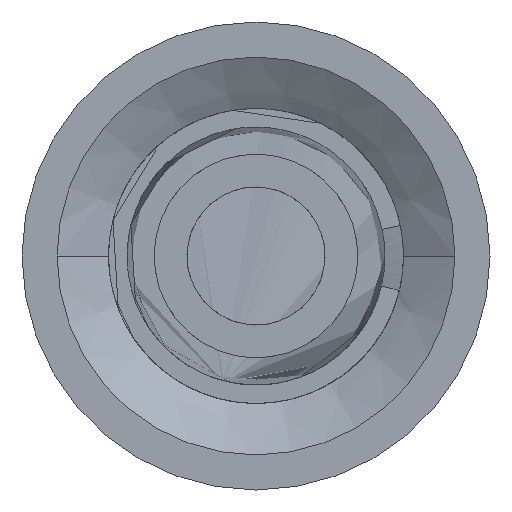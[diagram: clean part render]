
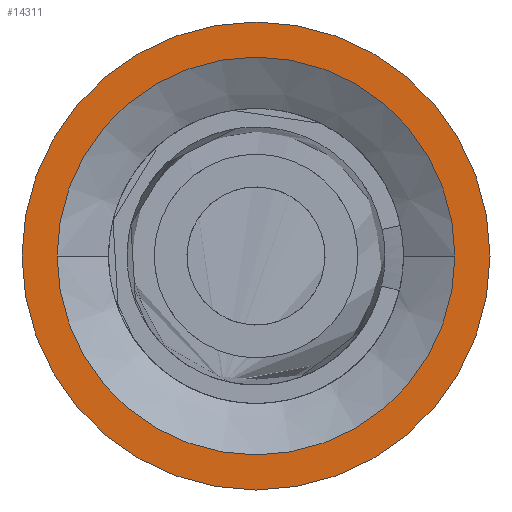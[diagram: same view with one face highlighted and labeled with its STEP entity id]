
A CAD part, left-side view. The second image highlights one B-rep face of the part: STEP entity #14311.
In plain terms, the highlighted planar face has unit normal (-1, 0, 0).
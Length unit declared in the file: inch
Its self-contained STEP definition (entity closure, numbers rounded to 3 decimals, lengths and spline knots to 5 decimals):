
#14134=CARTESIAN_POINT('',(-0.55,0.,0.));
#14135=DIRECTION('',(-1.,0.,0.));
#14136=DIRECTION('',(0.,1.,0.));
#14137=AXIS2_PLACEMENT_3D('',#14134,#14135,#14136);
#14139=CARTESIAN_POINT('',(-0.55,0.,0.));
#14140=DIRECTION('',(1.,0.,0.));
#14141=DIRECTION('',(0.,1.,0.));
#14142=AXIS2_PLACEMENT_3D('',#14139,#14140,#14141);
#14244=CARTESIAN_POINT('',(-0.55,0.,0.));
#14245=DIRECTION('',(-1.,0.,0.));
#14246=DIRECTION('',(0.,1.,0.));
#14247=AXIS2_PLACEMENT_3D('',#14244,#14245,#14246);
#14253=CARTESIAN_POINT('',(-0.55,0.,0.));
#14254=DIRECTION('',(1.,0.,0.));
#14255=DIRECTION('',(0.,1.,0.));
#14256=AXIS2_PLACEMENT_3D('',#14253,#14254,#14255);
#14262=CARTESIAN_POINT('',(-0.55,0.085,0.));
#14264=VERTEX_POINT('',#14262);
#14275=CARTESIAN_POINT('',(-0.55,0.1,0.));
#14277=VERTEX_POINT('',#14275);
#14278=CARTESIAN_POINT('',(-0.55,-0.085,0.));
#14280=VERTEX_POINT('',#14278);
#14291=CARTESIAN_POINT('',(-0.55,-0.1,0.));
#14293=VERTEX_POINT('',#14291);
#14294=CARTESIAN_POINT('',(-0.55,0.,0.));
#14295=DIRECTION('',(-1.,0.,0.));
#14296=DIRECTION('',(0.,1.,0.));
#14297=AXIS2_PLACEMENT_3D('',#14294,#14295,#14296);
#14298=PLANE('',#14297);
#14300=ORIENTED_EDGE('',*,*,#14299,.F.);
#14302=ORIENTED_EDGE('',*,*,#14301,.T.);
#14303=EDGE_LOOP('',(#14300,#14302));
#14304=FACE_OUTER_BOUND('',#14303,.F.);
#14306=ORIENTED_EDGE('',*,*,#14305,.F.);
#14308=ORIENTED_EDGE('',*,*,#14307,.T.);
#14309=EDGE_LOOP('',(#14306,#14308));
#14310=FACE_BOUND('',#14309,.F.);
#14311=ADVANCED_FACE('',(#14304,#14310),#14298,.T.);
#14138=CIRCLE('',#14137,0.1);
#14143=CIRCLE('',#14142,0.1);
#14248=CIRCLE('',#14247,0.085);
#14257=CIRCLE('',#14256,0.085);
#14299=EDGE_CURVE('',#14277,#14293,#14138,.T.);
#14301=EDGE_CURVE('',#14277,#14293,#14143,.T.);
#14305=EDGE_CURVE('',#14264,#14280,#14257,.T.);
#14307=EDGE_CURVE('',#14264,#14280,#14248,.T.);
